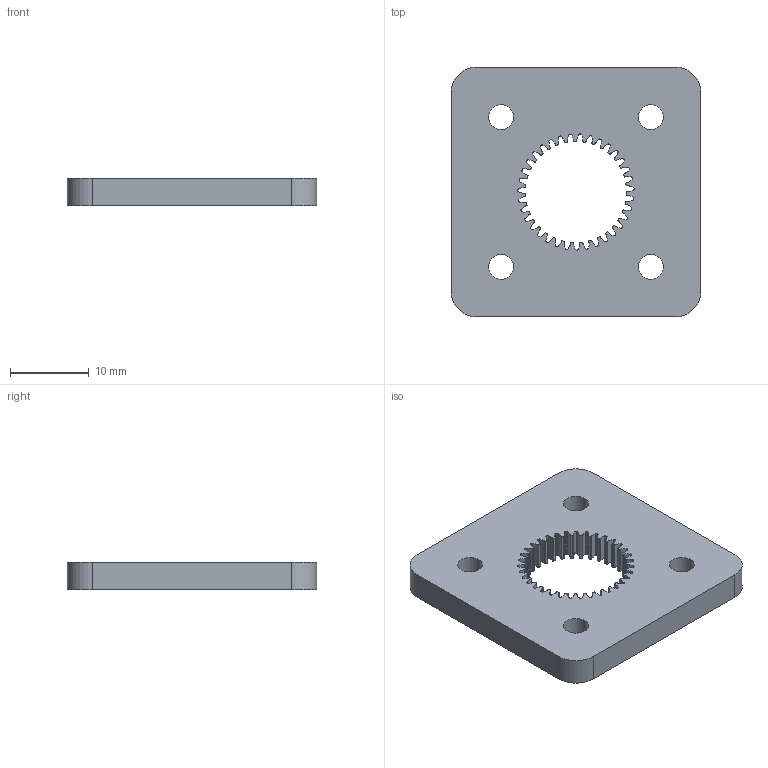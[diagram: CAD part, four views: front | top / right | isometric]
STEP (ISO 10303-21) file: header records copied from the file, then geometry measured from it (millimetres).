
FILE_DESCRIPTION (( 'STEP AP203' ), '1' );
FILE_NAME ('Gear_4_Large_EDM_Inserts.STEP', '2017-01-12T01:28:50', ( '' ), ( '' ), 'SwSTEP 2.0', 'SolidWorks 2016', '' );
FILE_SCHEMA (( 'CONFIG_CONTROL_DESIGN' ));
Length unit declared in the file: millimetre
Products named in the file (1): Gear_4_Large_EDM_Inserts
Bounding box: 31.75 x 31.75 x 3.5 mm (x, y, z)
Volume: 2857.1 mm3; surface area: 2519.5 mm2
Topology: 1 solids, 1 shells, 468 faces, 1398 edges, 932 vertices
Faces by surface type: cylinder 322, plane 76, bspline 70
Entity records: 19153 total; most frequent: CARTESIAN_POINT 6299, ORIENTED_EDGE 2796, DIRECTION 2700, EDGE_CURVE 1398, AXIS2_PLACEMENT_3D 1043, VERTEX_POINT 932, CIRCLE 644, VECTOR 614
